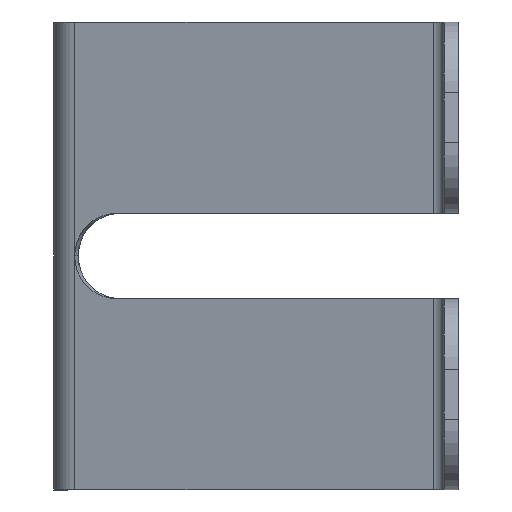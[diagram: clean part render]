
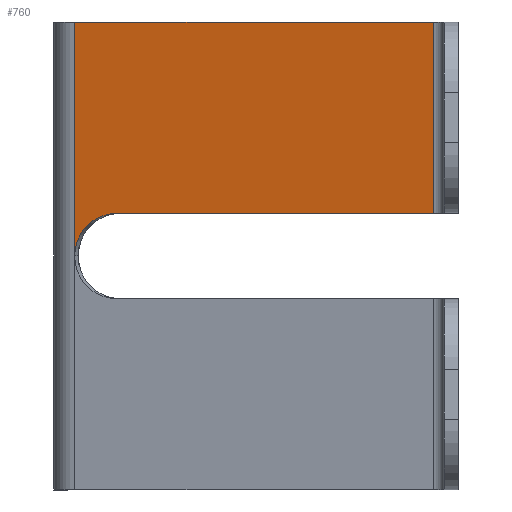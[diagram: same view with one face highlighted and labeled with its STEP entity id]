
A CAD part, left-side view. The second image highlights one B-rep face of the part: STEP entity #760.
In plain terms, the highlighted planar face has unit normal (-0.966, 0.259, 0).
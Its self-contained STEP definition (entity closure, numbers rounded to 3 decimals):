
#40=PLANE('',#833);
#76=FACE_OUTER_BOUND('',#127,.T.);
#127=EDGE_LOOP('',(#603,#604,#605,#606,#607));
#184=LINE('',#1193,#253);
#198=LINE('',#1237,#267);
#200=LINE('',#1244,#269);
#201=LINE('',#1245,#270);
#253=VECTOR('',#948,10.);
#267=VECTOR('',#998,10.);
#269=VECTOR('',#1006,2.88);
#270=VECTOR('',#1007,10.);
#308=CIRCLE('',#804,6.);
#358=VERTEX_POINT('',#1167);
#360=VERTEX_POINT('',#1171);
#364=VERTEX_POINT('',#1182);
#378=VERTEX_POINT('',#1235);
#380=VERTEX_POINT('',#1243);
#426=EDGE_CURVE('',#358,#360,#308,.T.);
#436=EDGE_CURVE('',#360,#364,#184,.T.);
#459=EDGE_CURVE('',#364,#378,#198,.T.);
#462=EDGE_CURVE('',#380,#378,#200,.T.);
#463=EDGE_CURVE('',#380,#358,#201,.T.);
#603=ORIENTED_EDGE('',*,*,#426,.T.);
#604=ORIENTED_EDGE('',*,*,#436,.T.);
#605=ORIENTED_EDGE('',*,*,#459,.T.);
#606=ORIENTED_EDGE('',*,*,#462,.F.);
#607=ORIENTED_EDGE('',*,*,#463,.T.);
#760=ADVANCED_FACE('',(#76),#40,.T.);
#804=AXIS2_PLACEMENT_3D('',#1173,#925,#926);
#833=AXIS2_PLACEMENT_3D('',#1242,#1004,#1005);
#925=DIRECTION('center_axis',(0.966,-0.259,0.));
#926=DIRECTION('ref_axis',(-0.259,-0.966,0.));
#948=DIRECTION('',(-0.259,-0.966,0.));
#998=DIRECTION('',(0.,0.,1.));
#1004=DIRECTION('center_axis',(-0.966,0.259,0.));
#1005=DIRECTION('ref_axis',(0.,0.,
1.));
#1006=DIRECTION('',(-0.259,-0.966,0.));
#1007=DIRECTION('',(0.,0.,-1.));
#1167=CARTESIAN_POINT('',(56.958,54.093,33.));
#1171=CARTESIAN_POINT('',(55.405,48.297,39.));
#1173=CARTESIAN_POINT('Origin',(55.405,48.297,33.));
#1182=CARTESIAN_POINT('',(43.397,3.482,39.));
#1193=CARTESIAN_POINT('',(46.33,14.427,39.));
#1235=CARTESIAN_POINT('',(43.397,3.482,66.));
#1237=CARTESIAN_POINT('',(43.397,3.482,33.));
#1242=CARTESIAN_POINT('Origin',(37.254,-19.444,33.));
#1243=CARTESIAN_POINT('',(56.958,54.093,66.));
#1244=CARTESIAN_POINT('',(41.055,-5.257,66.));
#1245=CARTESIAN_POINT('',(56.958,54.093,16.5));
